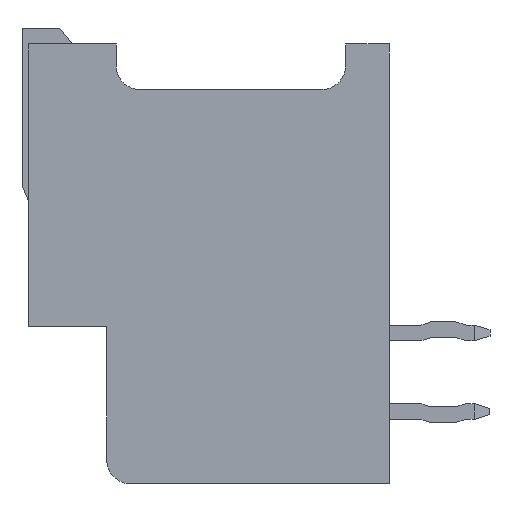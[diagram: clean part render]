
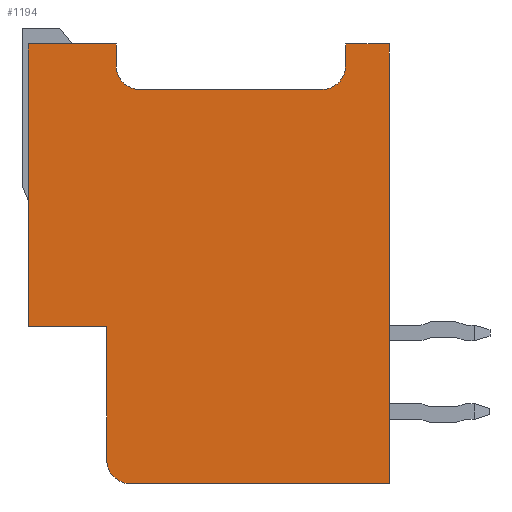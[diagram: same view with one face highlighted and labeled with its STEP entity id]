
A CAD part, left-side view. The second image highlights one B-rep face of the part: STEP entity #1194.
In plain terms, the highlighted planar face has unit normal (-1, 0, 0).
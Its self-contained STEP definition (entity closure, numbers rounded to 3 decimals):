
#1194 = ADVANCED_FACE( '', ( #2443 ), #2444, .F. );
#2443 = FACE_OUTER_BOUND( '', #3837, .T. );
#2444 = PLANE( '', #3838 );
#3837 = EDGE_LOOP( '', ( #6805, #6806, #6807, #6808, #6809, #6810, #6811, #6812, #6813, #6814, #6815, #6816, #6817 ) );
#3838 = AXIS2_PLACEMENT_3D( '', #6818, #6819, #6820 );
#6805 = ORIENTED_EDGE( '', *, *, #10077, .F. );
#6806 = ORIENTED_EDGE( '', *, *, #10161, .T. );
#6807 = ORIENTED_EDGE( '', *, *, #9456, .F. );
#6808 = ORIENTED_EDGE( '', *, *, #10162, .F. );
#6809 = ORIENTED_EDGE( '', *, *, #10095, .F. );
#6810 = ORIENTED_EDGE( '', *, *, #10163, .F. );
#6811 = ORIENTED_EDGE( '', *, *, #10164, .T. );
#6812 = ORIENTED_EDGE( '', *, *, #9755, .F. );
#6813 = ORIENTED_EDGE( '', *, *, #8923, .T. );
#6814 = ORIENTED_EDGE( '', *, *, #10165, .F. );
#6815 = ORIENTED_EDGE( '', *, *, #9002, .F. );
#6816 = ORIENTED_EDGE( '', *, *, #9895, .F. );
#6817 = ORIENTED_EDGE( '', *, *, #10166, .F. );
#6818 = CARTESIAN_POINT( '', ( -11.7, 0., 0. ) );
#6819 = DIRECTION( '', ( 1., 0., 0. ) );
#6820 = DIRECTION( '', ( 0., 0., -1. ) );
#8923 = EDGE_CURVE( '', #10696, #10700, #10702, .T. );
#9002 = EDGE_CURVE( '', #10843, #10827, #10845, .T. );
#9456 = EDGE_CURVE( '', #11646, #11648, #11649, .T. );
#9755 = EDGE_CURVE( '', #10696, #12102, #12104, .T. );
#9895 = EDGE_CURVE( '', #12306, #10843, #12308, .T. );
#10077 = EDGE_CURVE( '', #12573, #12575, #12576, .T. );
#10095 = EDGE_CURVE( '', #12598, #12600, #12601, .T. );
#10161 = EDGE_CURVE( '', #12573, #11648, #12682, .F. );
#10162 = EDGE_CURVE( '', #12600, #11646, #12683, .T. );
#10163 = EDGE_CURVE( '', #12684, #12598, #12685, .T. );
#10164 = EDGE_CURVE( '', #12684, #12102, #12686, .T. );
#10165 = EDGE_CURVE( '', #10827, #10700, #12687, .T. );
#10166 = EDGE_CURVE( '', #12575, #12306, #12688, .T. );
#10696 = VERTEX_POINT( '', #13307 );
#10700 = VERTEX_POINT( '', #13312 );
#10702 = CIRCLE( '', #13315, 0.75 );
#10827 = VERTEX_POINT( '', #13495 );
#10843 = VERTEX_POINT( '', #13519 );
#10845 = LINE( '', #13522, #13523 );
#11646 = VERTEX_POINT( '', #14706 );
#11648 = VERTEX_POINT( '', #14709 );
#11649 = LINE( '', #14710, #14711 );
#12102 = VERTEX_POINT( '', #15394 );
#12104 = LINE( '', #15397, #15398 );
#12306 = VERTEX_POINT( '', #15704 );
#12308 = LINE( '', #15707, #15708 );
#12573 = VERTEX_POINT( '', #16112 );
#12575 = VERTEX_POINT( '', #16115 );
#12576 = LINE( '', #16116, #16117 );
#12598 = VERTEX_POINT( '', #16151 );
#12600 = VERTEX_POINT( '', #16154 );
#12601 = LINE( '', #16155, #16156 );
#12682 = CIRCLE( '', #16278, 0.75 );
#12683 = LINE( '', #16279, #16280 );
#12684 = VERTEX_POINT( '', #16281 );
#12685 = LINE( '', #16282, #16283 );
#12686 = CIRCLE( '', #16284, 0.75 );
#12687 = LINE( '', #16285, #16286 );
#12688 = LINE( '', #16287, #16288 );
#13307 = CARTESIAN_POINT( '', ( -11.7, 3.45, 5.55 ) );
#13312 = CARTESIAN_POINT( '', ( -11.7, 4.2, 6.3 ) );
#13315 = AXIS2_PLACEMENT_3D( '', #17147, #17148, #17149 );
#13495 = CARTESIAN_POINT( '', ( -11.7, 4.2, 7. ) );
#13519 = CARTESIAN_POINT( '', ( -11.7, 7., 7. ) );
#13522 = CARTESIAN_POINT( '', ( -11.7, 7., 7. ) );
#13523 = VECTOR( '', #17214, 1000. );
#14706 = CARTESIAN_POINT( '', ( -11.7, -4.5, -7. ) );
#14709 = CARTESIAN_POINT( '', ( -11.7, 3.75, -7. ) );
#14710 = CARTESIAN_POINT( '', ( -11.7, -4.5, -7. ) );
#14711 = VECTOR( '', #17604, 1000. );
#15394 = CARTESIAN_POINT( '', ( -11.7, -2.35, 5.55 ) );
#15397 = CARTESIAN_POINT( '', ( -11.7, 4.2, 5.55 ) );
#15398 = VECTOR( '', #17845, 1000. );
#15704 = CARTESIAN_POINT( '', ( -11.7, 7., -2. ) );
#15707 = CARTESIAN_POINT( '', ( -11.7, 7., -2. ) );
#15708 = VECTOR( '', #17963, 1000. );
#16112 = CARTESIAN_POINT( '', ( -11.7, 4.5, -6.25 ) );
#16115 = CARTESIAN_POINT( '', ( -11.7, 4.5, -2. ) );
#16116 = CARTESIAN_POINT( '', ( -11.7, 4.5, -7. ) );
#16117 = VECTOR( '', #18104, 1000. );
#16151 = CARTESIAN_POINT( '', ( -11.7, -3.1, 7. ) );
#16154 = CARTESIAN_POINT( '', ( -11.7, -4.5, 7. ) );
#16155 = CARTESIAN_POINT( '', ( -11.7, -3.1, 7. ) );
#16156 = VECTOR( '', #18118, 1000. );
#16278 = AXIS2_PLACEMENT_3D( '', #18166, #18167, #18168 );
#16279 = CARTESIAN_POINT( '', ( -11.7, -4.5, 7. ) );
#16280 = VECTOR( '', #18169, 1000. );
#16281 = CARTESIAN_POINT( '', ( -11.7, -3.1, 6.3 ) );
#16282 = CARTESIAN_POINT( '', ( -11.7, -3.1, 5.55 ) );
#16283 = VECTOR( '', #18170, 1000. );
#16284 = AXIS2_PLACEMENT_3D( '', #18171, #18172, #18173 );
#16285 = CARTESIAN_POINT( '', ( -11.7, 4.2, 7. ) );
#16286 = VECTOR( '', #18174, 1000. );
#16287 = CARTESIAN_POINT( '', ( -11.7, 4.5, -2. ) );
#16288 = VECTOR( '', #18175, 1000. );
#17147 = CARTESIAN_POINT( '', ( -11.7, 3.45, 6.3 ) );
#17148 = DIRECTION( '', ( 1., 0., 0. ) );
#17149 = DIRECTION( '', ( 0., 0., -1. ) );
#17214 = DIRECTION( '', ( 0., -1., 0. ) );
#17604 = DIRECTION( '', ( 0., 1., 0. ) );
#17845 = DIRECTION( '', ( 0., -1., 0. ) );
#17963 = DIRECTION( '', ( 0., 0., 1. ) );
#18104 = DIRECTION( '', ( 0., 0., 1. ) );
#18118 = DIRECTION( '', ( 0., -1., 0. ) );
#18166 = CARTESIAN_POINT( '', ( -11.7, 3.75, -6.25 ) );
#18167 = DIRECTION( '', ( 1., 0., 0. ) );
#18168 = DIRECTION( '', ( 0., 0., -1. ) );
#18169 = DIRECTION( '', ( 0., 0., -1. ) );
#18170 = DIRECTION( '', ( 0., 0., 1. ) );
#18171 = CARTESIAN_POINT( '', ( -11.7, -2.35, 6.3 ) );
#18172 = DIRECTION( '', ( 1., 0., 0. ) );
#18173 = DIRECTION( '', ( 0., 0., -1. ) );
#18174 = DIRECTION( '', ( 0., 0., -1. ) );
#18175 = DIRECTION( '', ( 0., 1., 0. ) );
